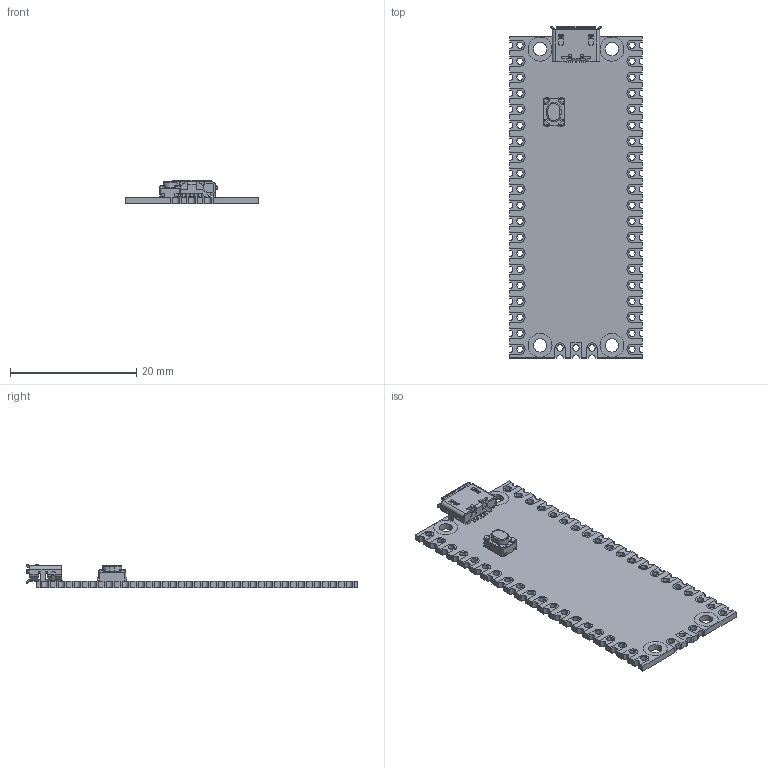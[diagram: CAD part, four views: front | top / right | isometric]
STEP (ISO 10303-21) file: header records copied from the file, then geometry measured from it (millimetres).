
FILE_DESCRIPTION(('FreeCAD Model'),'2;1');
FILE_NAME( 'RPi_Pico.step', '2021-01-30T13:53:58',('kicad StepUp'),('ksu MCAD'), 'Open CASCADE STEP processor 7.3','FreeCAD','Unknown');
FILE_SCHEMA(('AUTOMOTIVE_DESIGN { 1 0 10303 214 1 1 1 1 }'));
Length unit declared in the file: millimetre
Products named in the file (1): RPi_Pico
Bounding box: 21 x 52.66 x 3.73 mm (x, y, z)
Volume: 1078.5 mm3; surface area: 3335.1 mm2
Topology: 54 solids, 54 shells, 1310 faces, 3562 edges, 2346 vertices
Faces by surface type: plane 866, cylinder 416, bspline 26, torus 2
Full cylindrical faces by diameter (mm): 0.4 x7, 0.6 x2, 1 x43, 2.1 x4, 3.8 x8
Entity records: 50728 total; most frequent: CARTESIAN_POINT 7465, ORIENTED_EDGE 7124, DIRECTION 7038, EDGE_CURVE 3562, LINE 2656, VECTOR 2656, VERTEX_POINT 2346, AXIS2_PLACEMENT_3D 2191
